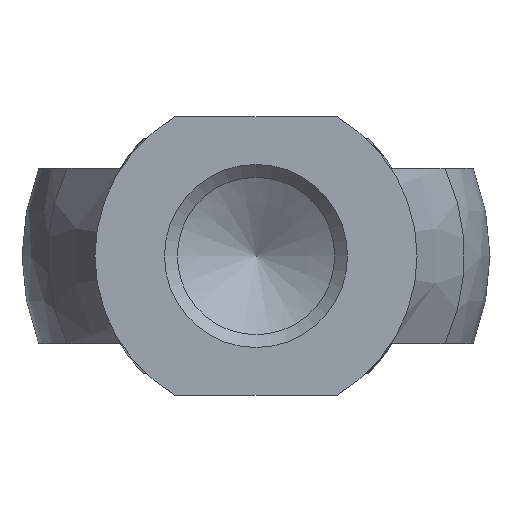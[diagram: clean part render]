
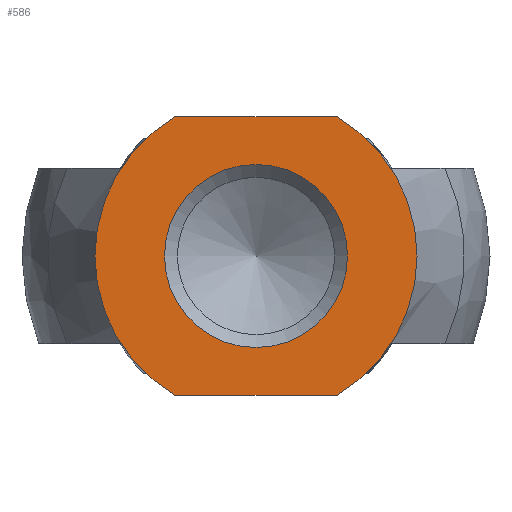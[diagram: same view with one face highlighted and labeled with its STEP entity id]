
A CAD part, front view. The second image highlights one B-rep face of the part: STEP entity #586.
In plain terms, the highlighted planar face has unit normal (0, -1, 0).
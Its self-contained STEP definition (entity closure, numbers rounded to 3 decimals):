
#170=CARTESIAN_POINT('',(-5.545,0.,9.5));
#171=VERTEX_POINT('',#170);
#180=CARTESIAN_POINT('',(5.545,0.,9.5));
#181=VERTEX_POINT('',#180);
#182=CARTESIAN_POINT('',(5.545,0.,9.5));
#183=DIRECTION('',(-1.0,0.0,0.0));
#184=VECTOR('',#183,11.091);
#185=LINE('',#182,#184);
#186=EDGE_CURVE('',#181,#171,#185,.T.);
#212=CARTESIAN_POINT('',(-5.545,0.,-9.5));
#213=VERTEX_POINT('',#212);
#228=CARTESIAN_POINT('',(5.545,0.,-9.5));
#229=VERTEX_POINT('',#228);
#236=CARTESIAN_POINT('',(-5.545,0.,-9.5));
#237=DIRECTION('',(1.0,0.0,0.0));
#238=VECTOR('',#237,11.091);
#239=LINE('',#236,#238);
#240=EDGE_CURVE('',#213,#229,#239,.T.);
#375=CARTESIAN_POINT('',(0.0,0.,0.0));
#376=DIRECTION('',(0.0,-1.0,0.0));
#377=DIRECTION('',(1.0,0.0,0.0));
#378=AXIS2_PLACEMENT_3D('',#375,#376,#377);
#379=CIRCLE('',#378,11.0);
#380=EDGE_CURVE('',#229,#181,#379,.T.);
#483=CARTESIAN_POINT('',(6.25,0.0,0.0));
#484=VERTEX_POINT('',#483);
#485=CARTESIAN_POINT('',(0.0,0.0,0.0));
#486=DIRECTION('',(0.0,-1.0,0.0));
#487=DIRECTION('',(1.0,0.0,0.0));
#488=AXIS2_PLACEMENT_3D('',#485,#486,#487);
#489=CIRCLE('',#488,6.25);
#490=EDGE_CURVE('',#484,#484,#489,.T.);
#562=CARTESIAN_POINT('',(0.0,0.,0.0));
#563=DIRECTION('',(0.0,-1.0,0.0));
#564=DIRECTION('',(1.0,0.0,0.0));
#565=AXIS2_PLACEMENT_3D('',#562,#563,#564);
#566=CIRCLE('',#565,11.0);
#567=EDGE_CURVE('',#171,#213,#566,.T.);
#572=CARTESIAN_POINT('',(8.625,0.,0.0));
#573=DIRECTION('',(0.0,-1.0,0.0));
#574=DIRECTION('',(0.0,0.0,-1.0));
#575=AXIS2_PLACEMENT_3D('',#572,#573,#574);
#576=PLANE('',#575);
#577=ORIENTED_EDGE('',*,*,#186,.T.);
#578=ORIENTED_EDGE('',*,*,#567,.T.);
#579=ORIENTED_EDGE('',*,*,#240,.T.);
#580=ORIENTED_EDGE('',*,*,#380,.T.);
#581=EDGE_LOOP('',(#577,#578,#579,#580));
#582=FACE_OUTER_BOUND('',#581,.T.);
#583=ORIENTED_EDGE('',*,*,#490,.F.);
#584=EDGE_LOOP('',(#583));
#585=FACE_BOUND('',#584,.T.);
#586=ADVANCED_FACE('',(#582,#585),#576,.T.);
